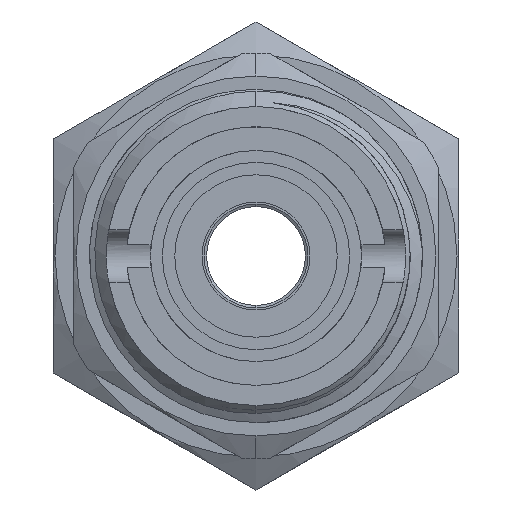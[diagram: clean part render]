
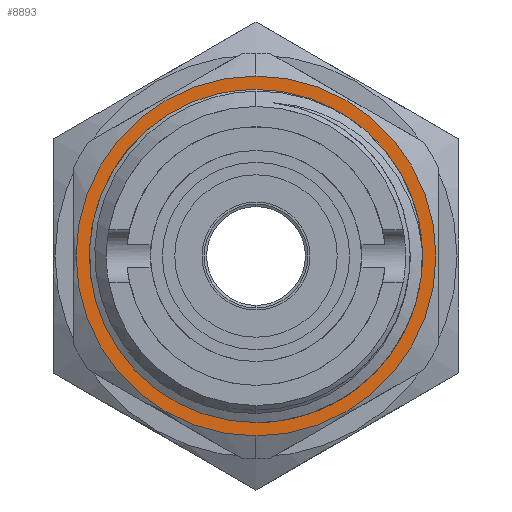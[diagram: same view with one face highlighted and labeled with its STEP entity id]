
A CAD part, front view. The second image highlights one B-rep face of the part: STEP entity #8893.
In plain terms, the highlighted planar face has unit normal (0, -1, 0).
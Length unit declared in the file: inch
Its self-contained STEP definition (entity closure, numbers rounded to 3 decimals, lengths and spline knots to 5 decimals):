
#462 = DIRECTION ( 'NONE',  ( 0., 0., -1. ) ) ;
#1236 = AXIS2_PLACEMENT_3D ( 'NONE', #5430, #15587, #26028 ) ;
#1381 = DIRECTION ( 'NONE',  ( 0., -1., 0. ) ) ;
#3617 = FACE_OUTER_BOUND ( 'NONE', #20893, .T. ) ;
#4186 = EDGE_CURVE ( 'NONE', #10920, #36919, #20017, .T. ) ;
#5318 = CARTESIAN_POINT ( 'NONE',  ( 0., 0.945, 0.555 ) ) ;
#5430 = CARTESIAN_POINT ( 'NONE',  ( 0., 0.945, 0. ) ) ;
#5641 = ORIENTED_EDGE ( 'NONE', *, *, #4186, .T. ) ;
#8893 = ADVANCED_FACE ( 'NONE', ( #3617, #38871 ), #20658, .T. ) ;
#10051 = CARTESIAN_POINT ( 'NONE',  ( 0., 0.945, -0.46 ) ) ;
#10509 = ORIENTED_EDGE ( 'NONE', *, *, #43693, .F. ) ;
#10920 = VERTEX_POINT ( 'NONE', #16400 ) ;
#13310 = DIRECTION ( 'NONE',  ( 0., 0., -1. ) ) ;
#14929 = DIRECTION ( 'NONE',  ( 0., 0., -1. ) ) ;
#15071 = CARTESIAN_POINT ( 'NONE',  ( 0., 0.945, 0. ) ) ;
#15189 = DIRECTION ( 'NONE',  ( 0., 0., -1. ) ) ;
#15587 = DIRECTION ( 'NONE',  ( 0., -1., 0. ) ) ;
#16400 = CARTESIAN_POINT ( 'NONE',  ( 0., 0.945, -0.555 ) ) ;
#16577 = CARTESIAN_POINT ( 'NONE',  ( 0., 0.945, 0. ) ) ;
#17120 = DIRECTION ( 'NONE',  ( 0., -1., 0. ) ) ;
#17942 = AXIS2_PLACEMENT_3D ( 'NONE', #20504, #17120, #462 ) ;
#18301 = DIRECTION ( 'NONE',  ( 0., -1., 0. ) ) ;
#20017 = CIRCLE ( 'NONE', #41798, 0.555 ) ;
#20504 = CARTESIAN_POINT ( 'NONE',  ( 0., 0.945, 0.555 ) ) ;
#20658 = PLANE ( 'NONE',  #17942 ) ;
#20893 = EDGE_LOOP ( 'NONE', ( #34361, #5641 ) ) ;
#21937 = ORIENTED_EDGE ( 'NONE', *, *, #39405, .F. ) ;
#21952 = VERTEX_POINT ( 'NONE', #10051 ) ;
#26028 = DIRECTION ( 'NONE',  ( 0., 0., -1. ) ) ;
#26109 = VERTEX_POINT ( 'NONE', #32788 ) ;
#27449 = CIRCLE ( 'NONE', #1236, 0.46 ) ;
#28868 = CARTESIAN_POINT ( 'NONE',  ( 0., 0.945, 0. ) ) ;
#31793 = CIRCLE ( 'NONE', #32500, 0.46 ) ;
#32500 = AXIS2_PLACEMENT_3D ( 'NONE', #28868, #18301, #15189 ) ;
#32543 = EDGE_CURVE ( 'NONE', #36919, #10920, #37592, .T. ) ;
#32788 = CARTESIAN_POINT ( 'NONE',  ( 0., 0.945, 0.46 ) ) ;
#34361 = ORIENTED_EDGE ( 'NONE', *, *, #32543, .T. ) ;
#36919 = VERTEX_POINT ( 'NONE', #5318 ) ;
#37267 = EDGE_LOOP ( 'NONE', ( #21937, #10509 ) ) ;
#37592 = CIRCLE ( 'NONE', #37627, 0.555 ) ;
#37627 = AXIS2_PLACEMENT_3D ( 'NONE', #15071, #1381, #14929 ) ;
#38871 = FACE_BOUND ( 'NONE', #37267, .T. ) ;
#39405 = EDGE_CURVE ( 'NONE', #21952, #26109, #31793, .T. ) ;
#40396 = DIRECTION ( 'NONE',  ( 0., -1., 0. ) ) ;
#41798 = AXIS2_PLACEMENT_3D ( 'NONE', #16577, #40396, #13310 ) ;
#43693 = EDGE_CURVE ( 'NONE', #26109, #21952, #27449, .T. ) ;
